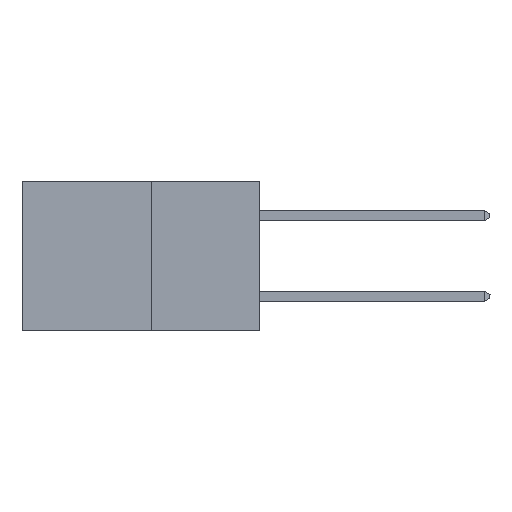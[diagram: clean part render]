
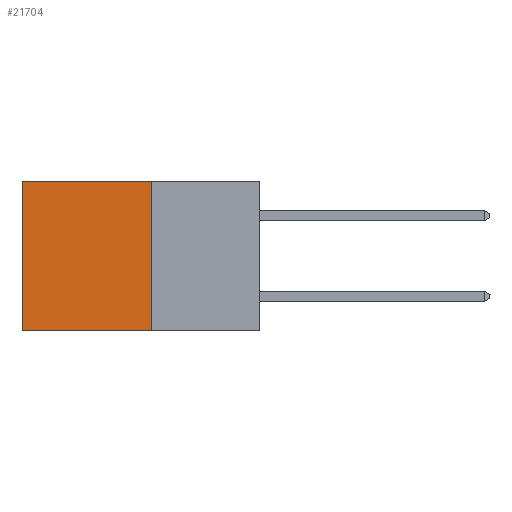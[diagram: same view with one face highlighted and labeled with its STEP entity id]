
A CAD part, left-side view. The second image highlights one B-rep face of the part: STEP entity #21704.
In plain terms, the highlighted planar face has unit normal (-1, 0, 0).
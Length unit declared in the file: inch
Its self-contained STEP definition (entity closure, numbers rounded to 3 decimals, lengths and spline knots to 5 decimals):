
#871 = EDGE_CURVE ( 'NONE', #33602, #6162, #5688, .T. ) ;
#2032 = CARTESIAN_POINT ( 'NONE',  ( 0.277, 0.27, -0.37 ) ) ;
#3058 = VERTEX_POINT ( 'NONE', #10623 ) ;
#3367 = LINE ( 'NONE', #28556, #10373 ) ;
#3758 = CARTESIAN_POINT ( 'NONE',  ( 0.277, 0.27, -0.37 ) ) ;
#4662 = DIRECTION ( 'NONE',  ( 1., 0., 0. ) ) ;
#5688 = LINE ( 'NONE', #10713, #11873 ) ;
#5724 = ORIENTED_EDGE ( 'NONE', *, *, #10185, .F. ) ;
#6162 = VERTEX_POINT ( 'NONE', #18298 ) ;
#6726 = FACE_OUTER_BOUND ( 'NONE', #18404, .T. ) ;
#7890 = ORIENTED_EDGE ( 'NONE', *, *, #19427, .F. ) ;
#9022 = ORIENTED_EDGE ( 'NONE', *, *, #17078, .T. ) ;
#10185 = EDGE_CURVE ( 'NONE', #3058, #26795, #19848, .T. ) ;
#10373 = VECTOR ( 'NONE', #23347, 39.37008 ) ;
#10623 = CARTESIAN_POINT ( 'NONE',  ( 0.277, 0.27, 0. ) ) ;
#10713 = CARTESIAN_POINT ( 'NONE',  ( 0.277, 0.59, -0.37 ) ) ;
#11618 = DIRECTION ( 'NONE',  ( 0., 0., -1. ) ) ;
#11873 = VECTOR ( 'NONE', #11618, 39.37008 ) ;
#11915 = DIRECTION ( 'NONE',  ( 0., 0., -1. ) ) ;
#13792 = VECTOR ( 'NONE', #11915, 39.37008 ) ;
#17078 = EDGE_CURVE ( 'NONE', #3058, #33602, #3367, .T. ) ;
#17506 = CARTESIAN_POINT ( 'NONE',  ( 0.277, 0.59, 0. ) ) ;
#17727 = PLANE ( 'NONE',  #33619 ) ;
#18298 = CARTESIAN_POINT ( 'NONE',  ( 0.277, 0.59, -0.37 ) ) ;
#18404 = EDGE_LOOP ( 'NONE', ( #18844, #7890, #5724, #9022 ) ) ;
#18844 = ORIENTED_EDGE ( 'NONE', *, *, #871, .T. ) ;
#19427 = EDGE_CURVE ( 'NONE', #26795, #6162, #21617, .T. ) ;
#19848 = LINE ( 'NONE', #30112, #13792 ) ;
#21617 = LINE ( 'NONE', #3758, #27697 ) ;
#21704 = ADVANCED_FACE ( 'NONE', ( #6726 ), #17727, .F. ) ;
#22962 = DIRECTION ( 'NONE',  ( 0., 0., -1. ) ) ;
#23347 = DIRECTION ( 'NONE',  ( 0., 1., 0. ) ) ;
#26795 = VERTEX_POINT ( 'NONE', #27785 ) ;
#27271 = DIRECTION ( 'NONE',  ( 0., 1., 0. ) ) ;
#27697 = VECTOR ( 'NONE', #27271, 39.37008 ) ;
#27785 = CARTESIAN_POINT ( 'NONE',  ( 0.277, 0.27, -0.37 ) ) ;
#28556 = CARTESIAN_POINT ( 'NONE',  ( 0.277, 0.27, 0. ) ) ;
#30112 = CARTESIAN_POINT ( 'NONE',  ( 0.277, 0.27, -0.37 ) ) ;
#33602 = VERTEX_POINT ( 'NONE', #17506 ) ;
#33619 = AXIS2_PLACEMENT_3D ( 'NONE', #2032, #4662, #22962 ) ;
